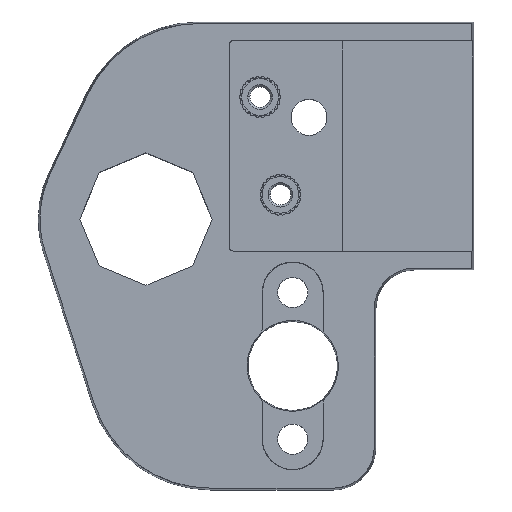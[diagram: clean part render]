
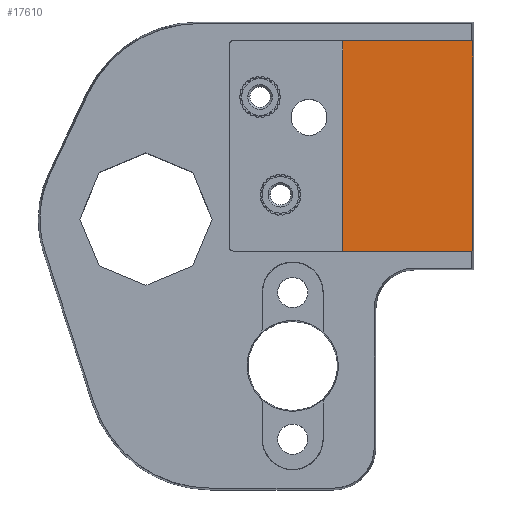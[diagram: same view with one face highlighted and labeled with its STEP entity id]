
A CAD part, top view. The second image highlights one B-rep face of the part: STEP entity #17610.
In plain terms, the highlighted planar face has unit normal (0, 0, 1).
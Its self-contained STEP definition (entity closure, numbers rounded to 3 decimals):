
#796 = VERTEX_POINT ( 'NONE', #8435 ) ;
#1031 = CARTESIAN_POINT ( 'NONE',  ( 0., 0., 5.5 ) ) ;
#1887 = EDGE_CURVE ( 'NONE', #796, #12439, #20037, .T. ) ;
#2277 = EDGE_CURVE ( 'NONE', #10591, #22484, #9975, .T. ) ;
#2355 = CARTESIAN_POINT ( 'NONE',  ( 53.113, 0., 5.5 ) ) ;
#2547 = ORIENTED_EDGE ( 'NONE', *, *, #3781, .T. ) ;
#3013 = AXIS2_PLACEMENT_3D ( 'NONE', #1031, #15724, #19397 ) ;
#3173 = ORIENTED_EDGE ( 'NONE', *, *, #2277, .F. ) ;
#3781 = EDGE_CURVE ( 'NONE', #10591, #12439, #22538, .T. ) ;
#4224 = VECTOR ( 'NONE', #14526, 1000. ) ;
#7003 = ORIENTED_EDGE ( 'NONE', *, *, #18012, .F. ) ;
#8320 = PLANE ( 'NONE',  #3013 ) ;
#8435 = CARTESIAN_POINT ( 'NONE',  ( 53.113, 29., 5.5 ) ) ;
#9849 = CARTESIAN_POINT ( 'NONE',  ( 0., 29., 5.5 ) ) ;
#9975 = LINE ( 'NONE', #23796, #4224 ) ;
#10591 = VERTEX_POINT ( 'NONE', #19595 ) ;
#11248 = LINE ( 'NONE', #2355, #14142 ) ;
#11343 = VECTOR ( 'NONE', #12530, 1000. ) ;
#12439 = VERTEX_POINT ( 'NONE', #12655 ) ;
#12530 = DIRECTION ( 'NONE',  ( 0., -1., 0. ) ) ;
#12655 = CARTESIAN_POINT ( 'NONE',  ( 37.113, 29., 5.5 ) ) ;
#14142 = VECTOR ( 'NONE', #22650, 1000. ) ;
#14526 = DIRECTION ( 'NONE',  ( 1., 0., 0. ) ) ;
#14555 = CARTESIAN_POINT ( 'NONE',  ( 37.113, 0., 5.5 ) ) ;
#14732 = CARTESIAN_POINT ( 'NONE',  ( 53.113, 55., 5.5 ) ) ;
#15093 = EDGE_LOOP ( 'NONE', ( #16180, #7003, #3173, #2547 ) ) ;
#15162 = VECTOR ( 'NONE', #19088, 1000. ) ;
#15724 = DIRECTION ( 'NONE',  ( 0., 0., 1. ) ) ;
#16180 = ORIENTED_EDGE ( 'NONE', *, *, #1887, .F. ) ;
#17610 = ADVANCED_FACE ( 'NONE', ( #23043 ), #8320, .T. ) ;
#18012 = EDGE_CURVE ( 'NONE', #22484, #796, #11248, .T. ) ;
#19088 = DIRECTION ( 'NONE',  ( -1., 0., 0. ) ) ;
#19397 = DIRECTION ( 'NONE',  ( 1., 0., 0. ) ) ;
#19595 = CARTESIAN_POINT ( 'NONE',  ( 37.113, 55., 5.5 ) ) ;
#20037 = LINE ( 'NONE', #9849, #15162 ) ;
#22484 = VERTEX_POINT ( 'NONE', #14732 ) ;
#22538 = LINE ( 'NONE', #14555, #11343 ) ;
#22650 = DIRECTION ( 'NONE',  ( 0., -1., 0. ) ) ;
#23043 = FACE_OUTER_BOUND ( 'NONE', #15093, .T. ) ;
#23796 = CARTESIAN_POINT ( 'NONE',  ( 0., 55., 5.5 ) ) ;
